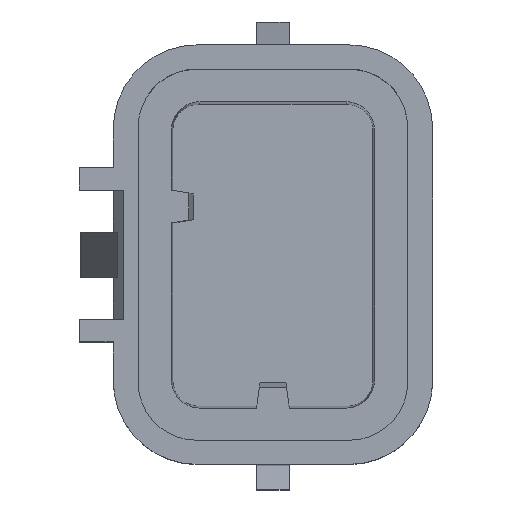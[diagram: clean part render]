
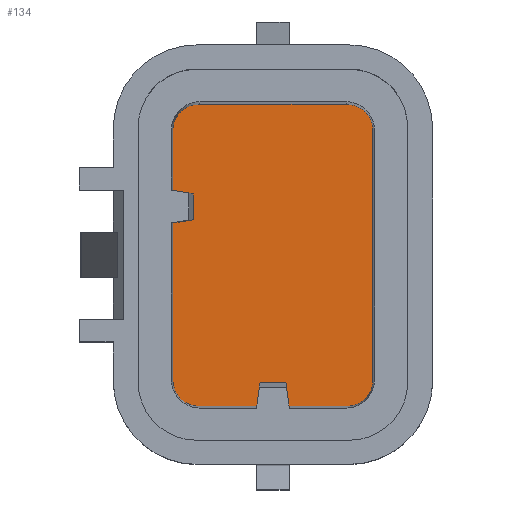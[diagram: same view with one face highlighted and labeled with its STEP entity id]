
A CAD part, top view. The second image highlights one B-rep face of the part: STEP entity #134.
In plain terms, the highlighted planar face has unit normal (0, 0, 1).
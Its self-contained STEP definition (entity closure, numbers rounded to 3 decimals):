
#50=B_SPLINE_CURVE_WITH_KNOTS('',3,(#3450,#3451,#3452,#3453,#3454,#3455,
#3456,#3457,#3458,#3459,#3460,#3461,#3462,#3463,#3464,#3465),
 .UNSPECIFIED.,.F.,.F.,(4,3,3,3,3,4),(0.,0.215,0.43,
0.645,0.86,1.),.UNSPECIFIED.);
#51=B_SPLINE_CURVE_WITH_KNOTS('',3,(#3477,#3478,#3479,#3480,#3481,#3482,
#3483,#3484,#3485,#3486,#3487,#3488,#3489,#3490,#3491,#3492),
 .UNSPECIFIED.,.F.,.F.,(4,3,3,3,3,4),(0.,0.245,0.46,
0.675,0.89,1.),.UNSPECIFIED.);
#52=B_SPLINE_CURVE_WITH_KNOTS('',3,(#3504,#3505,#3506,#3507,#3508,#3509,
#3510,#3511,#3512,#3513,#3514,#3515,#3516,#3517,#3518,#3519),
 .UNSPECIFIED.,.F.,.F.,(4,3,3,3,3,4),(0.,0.215,0.43,
0.645,0.86,1.),.UNSPECIFIED.);
#53=B_SPLINE_CURVE_WITH_KNOTS('',3,(#3523,#3524,#3525,#3526,#3527,#3528,
#3529,#3530,#3531,#3532,#3533,#3534,#3535,#3536,#3537,#3538),
 .UNSPECIFIED.,.F.,.F.,(4,3,3,3,3,4),(0.,0.245,0.46,
0.675,0.89,1.),.UNSPECIFIED.);
#134=ADVANCED_FACE('',(#353),#248,.F.);
#248=PLANE('',#2404);
#353=FACE_OUTER_BOUND('',#475,.T.);
#475=EDGE_LOOP('',(#760,#761,#762,#763,#764,#765,#766,#767,#768,#769,#770,
#771,#772,#773,#774,#775));
#760=ORIENTED_EDGE('',*,*,#1607,.F.);
#761=ORIENTED_EDGE('',*,*,#1608,.T.);
#762=ORIENTED_EDGE('',*,*,#1609,.F.);
#763=ORIENTED_EDGE('',*,*,#1610,.T.);
#764=ORIENTED_EDGE('',*,*,#1611,.T.);
#765=ORIENTED_EDGE('',*,*,#1612,.T.);
#766=ORIENTED_EDGE('',*,*,#1613,.F.);
#767=ORIENTED_EDGE('',*,*,#1614,.T.);
#768=ORIENTED_EDGE('',*,*,#1615,.T.);
#769=ORIENTED_EDGE('',*,*,#1616,.T.);
#770=ORIENTED_EDGE('',*,*,#1617,.T.);
#771=ORIENTED_EDGE('',*,*,#1618,.T.);
#772=ORIENTED_EDGE('',*,*,#1619,.T.);
#773=ORIENTED_EDGE('',*,*,#1620,.T.);
#774=ORIENTED_EDGE('',*,*,#1621,.T.);
#775=ORIENTED_EDGE('',*,*,#1622,.T.);
#1363=VERTEX_POINT('',#3448);
#1364=VERTEX_POINT('',#3449);
#1365=VERTEX_POINT('',#3466);
#1366=VERTEX_POINT('',#3468);
#1367=VERTEX_POINT('',#3470);
#1368=VERTEX_POINT('',#3472);
#1369=VERTEX_POINT('',#3474);
#1370=VERTEX_POINT('',#3476);
#1371=VERTEX_POINT('',#3493);
#1372=VERTEX_POINT('',#3495);
#1373=VERTEX_POINT('',#3497);
#1374=VERTEX_POINT('',#3499);
#1375=VERTEX_POINT('',#3501);
#1376=VERTEX_POINT('',#3503);
#1377=VERTEX_POINT('',#3520);
#1378=VERTEX_POINT('',#3522);
#1607=EDGE_CURVE('',#1363,#1364,#1913,.T.);
#1608=EDGE_CURVE('',#1363,#1365,#50,.T.);
#1609=EDGE_CURVE('',#1366,#1365,#1914,.T.);
#1610=EDGE_CURVE('',#1366,#1367,#1915,.T.);
#1611=EDGE_CURVE('',#1367,#1368,#1916,.T.);
#1612=EDGE_CURVE('',#1368,#1369,#1917,.T.);
#1613=EDGE_CURVE('',#1370,#1369,#1918,.T.);
#1614=EDGE_CURVE('',#1370,#1371,#51,.T.);
#1615=EDGE_CURVE('',#1371,#1372,#1919,.T.);
#1616=EDGE_CURVE('',#1372,#1373,#1920,.T.);
#1617=EDGE_CURVE('',#1373,#1374,#1921,.T.);
#1618=EDGE_CURVE('',#1374,#1375,#1922,.T.);
#1619=EDGE_CURVE('',#1375,#1376,#1923,.T.);
#1620=EDGE_CURVE('',#1376,#1377,#52,.T.);
#1621=EDGE_CURVE('',#1377,#1378,#1924,.T.);
#1622=EDGE_CURVE('',#1378,#1364,#53,.T.);
#1913=LINE('',#3447,#2195);
#1914=LINE('',#3467,#2196);
#1915=LINE('',#3469,#2197);
#1916=LINE('',#3471,#2198);
#1917=LINE('',#3473,#2199);
#1918=LINE('',#3475,#2200);
#1919=LINE('',#3494,#2201);
#1920=LINE('',#3496,#2202);
#1921=LINE('',#3498,#2203);
#1922=LINE('',#3500,#2204);
#1923=LINE('',#3502,#2205);
#1924=LINE('',#3521,#2206);
#2195=VECTOR('',#2730,1.);
#2196=VECTOR('',#2731,1.);
#2197=VECTOR('',#2732,1.);
#2198=VECTOR('',#2733,1.);
#2199=VECTOR('',#2734,1.);
#2200=VECTOR('',#2735,1.);
#2201=VECTOR('',#2736,1.);
#2202=VECTOR('',#2737,1.);
#2203=VECTOR('',#2738,1.);
#2204=VECTOR('',#2739,1.);
#2205=VECTOR('',#2740,1.);
#2206=VECTOR('',#2741,1.);
#2404=AXIS2_PLACEMENT_3D('',#3539,#2742,#2743);
#2730=DIRECTION('',(1.,0.,0.));
#2731=DIRECTION('',(0.,1.,0.));
#2732=DIRECTION('',(0.988,-0.156,0.));
#2733=DIRECTION('',(0.,-1.,0.));
#2734=DIRECTION('',(-0.988,-0.156,0.));
#2735=DIRECTION('',(0.,1.,0.));
#2736=DIRECTION('',(1.,0.,0.));
#2737=DIRECTION('',(0.137,0.991,0.));
#2738=DIRECTION('',(1.,0.,0.));
#2739=DIRECTION('',(0.137,-0.991,0.));
#2740=DIRECTION('',(1.,0.,0.));
#2741=DIRECTION('',(0.,1.,0.));
#2742=DIRECTION('',(0.,0.,-1.));
#2743=DIRECTION('',(-1.,0.,0.));
#3447=CARTESIAN_POINT('',(-6.2,9.35,-23.2));
#3448=CARTESIAN_POINT('',(-4.6,9.35,-23.2));
#3449=CARTESIAN_POINT('',(4.6,9.35,-23.2));
#3450=CARTESIAN_POINT('',(-4.6,9.35,-23.2));
#3451=CARTESIAN_POINT('',(-4.779,9.35,-23.2));
#3452=CARTESIAN_POINT('',(-4.961,9.319,-23.2));
#3453=CARTESIAN_POINT('',(-5.13,9.26,-23.2));
#3454=CARTESIAN_POINT('',(-5.299,9.201,-23.2));
#3455=CARTESIAN_POINT('',(-5.46,9.111,-23.2));
#3456=CARTESIAN_POINT('',(-5.599,8.999,-23.2));
#3457=CARTESIAN_POINT('',(-5.739,8.888,-23.2));
#3458=CARTESIAN_POINT('',(-5.862,8.75,-23.2));
#3459=CARTESIAN_POINT('',(-5.957,8.598,-23.2));
#3460=CARTESIAN_POINT('',(-6.052,8.446,-23.2));
#3461=CARTESIAN_POINT('',(-6.122,8.276,-23.2));
#3462=CARTESIAN_POINT('',(-6.161,8.101,-23.2));
#3463=CARTESIAN_POINT('',(-6.187,7.986,-23.2));
#3464=CARTESIAN_POINT('',(-6.2,7.868,-23.2));
#3465=CARTESIAN_POINT('',(-6.2,7.75,-23.2));
#3466=CARTESIAN_POINT('',(-6.2,7.75,-23.2));
#3467=CARTESIAN_POINT('',(-6.2,-9.35,-23.2));
#3468=CARTESIAN_POINT('',(-6.2,4.,-23.2));
#3469=CARTESIAN_POINT('',(-4.149,3.677,-23.2));
#3470=CARTESIAN_POINT('',(-4.93,3.8,-23.2));
#3471=CARTESIAN_POINT('',(-4.93,4.,-23.2));
#3472=CARTESIAN_POINT('',(-4.93,2.2,-23.2));
#3473=CARTESIAN_POINT('',(-7.944,1.725,-23.2));
#3474=CARTESIAN_POINT('',(-6.2,2.,-23.2));
#3475=CARTESIAN_POINT('',(-6.2,-9.35,-23.2));
#3476=CARTESIAN_POINT('',(-6.2,-7.75,-23.2));
#3477=CARTESIAN_POINT('',(-6.2,-7.75,-23.2));
#3478=CARTESIAN_POINT('',(-6.2,-7.954,-23.2));
#3479=CARTESIAN_POINT('',(-6.16,-8.161,-23.2));
#3480=CARTESIAN_POINT('',(-6.083,-8.35,-23.2));
#3481=CARTESIAN_POINT('',(-6.016,-8.516,-23.2));
#3482=CARTESIAN_POINT('',(-5.919,-8.673,-23.2));
#3483=CARTESIAN_POINT('',(-5.801,-8.807,-23.2));
#3484=CARTESIAN_POINT('',(-5.683,-8.941,-23.2));
#3485=CARTESIAN_POINT('',(-5.54,-9.057,-23.2));
#3486=CARTESIAN_POINT('',(-5.383,-9.145,-23.2));
#3487=CARTESIAN_POINT('',(-5.227,-9.233,-23.2));
#3488=CARTESIAN_POINT('',(-5.054,-9.295,-23.2));
#3489=CARTESIAN_POINT('',(-4.878,-9.326,-23.2));
#3490=CARTESIAN_POINT('',(-4.786,-9.342,-23.2));
#3491=CARTESIAN_POINT('',(-4.693,-9.35,-23.2));
#3492=CARTESIAN_POINT('',(-4.6,-9.35,-23.2));
#3493=CARTESIAN_POINT('',(-4.6,-9.35,-23.2));
#3494=CARTESIAN_POINT('',(-6.2,-9.35,-23.2));
#3495=CARTESIAN_POINT('',(-1.,-9.35,-23.2));
#3496=CARTESIAN_POINT('',(-1.097,-10.054,-23.2));
#3497=CARTESIAN_POINT('',(-0.8,-7.9,-23.2));
#3498=CARTESIAN_POINT('',(-1.,-7.9,-23.2));
#3499=CARTESIAN_POINT('',(0.8,-7.9,-23.2));
#3500=CARTESIAN_POINT('',(0.866,-8.375,-23.2));
#3501=CARTESIAN_POINT('',(1.,-9.35,-23.2));
#3502=CARTESIAN_POINT('',(-6.2,-9.35,-23.2));
#3503=CARTESIAN_POINT('',(4.6,-9.35,-23.2));
#3504=CARTESIAN_POINT('',(4.6,-9.35,-23.2));
#3505=CARTESIAN_POINT('',(4.779,-9.35,-23.2));
#3506=CARTESIAN_POINT('',(4.961,-9.319,-23.2));
#3507=CARTESIAN_POINT('',(5.13,-9.26,-23.2));
#3508=CARTESIAN_POINT('',(5.299,-9.201,-23.2));
#3509=CARTESIAN_POINT('',(5.46,-9.111,-23.2));
#3510=CARTESIAN_POINT('',(5.599,-8.999,-23.2));
#3511=CARTESIAN_POINT('',(5.739,-8.888,-23.2));
#3512=CARTESIAN_POINT('',(5.862,-8.75,-23.2));
#3513=CARTESIAN_POINT('',(5.957,-8.598,-23.2));
#3514=CARTESIAN_POINT('',(6.052,-8.446,-23.2));
#3515=CARTESIAN_POINT('',(6.122,-8.276,-23.2));
#3516=CARTESIAN_POINT('',(6.161,-8.101,-23.2));
#3517=CARTESIAN_POINT('',(6.187,-7.986,-23.2));
#3518=CARTESIAN_POINT('',(6.2,-7.868,-23.2));
#3519=CARTESIAN_POINT('',(6.2,-7.75,-23.2));
#3520=CARTESIAN_POINT('',(6.2,-7.75,-23.2));
#3521=CARTESIAN_POINT('',(6.2,-9.35,-23.2));
#3522=CARTESIAN_POINT('',(6.2,7.75,-23.2));
#3523=CARTESIAN_POINT('',(6.2,7.75,-23.2));
#3524=CARTESIAN_POINT('',(6.2,7.954,-23.2));
#3525=CARTESIAN_POINT('',(6.16,8.161,-23.2));
#3526=CARTESIAN_POINT('',(6.083,8.35,-23.2));
#3527=CARTESIAN_POINT('',(6.016,8.516,-23.2));
#3528=CARTESIAN_POINT('',(5.919,8.673,-23.2));
#3529=CARTESIAN_POINT('',(5.801,8.807,-23.2));
#3530=CARTESIAN_POINT('',(5.683,8.941,-23.2));
#3531=CARTESIAN_POINT('',(5.54,9.057,-23.2));
#3532=CARTESIAN_POINT('',(5.383,9.145,-23.2));
#3533=CARTESIAN_POINT('',(5.227,9.233,-23.2));
#3534=CARTESIAN_POINT('',(5.054,9.295,-23.2));
#3535=CARTESIAN_POINT('',(4.878,9.326,-23.2));
#3536=CARTESIAN_POINT('',(4.786,9.342,-23.2));
#3537=CARTESIAN_POINT('',(4.693,9.35,-23.2));
#3538=CARTESIAN_POINT('',(4.6,9.35,-23.2));
#3539=CARTESIAN_POINT('',(-6.2,-9.35,-23.2));
